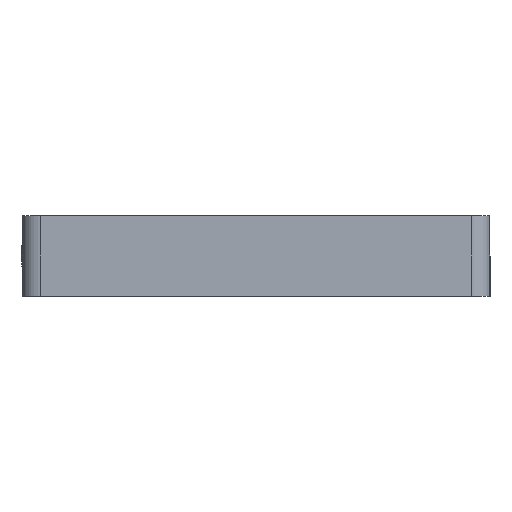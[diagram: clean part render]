
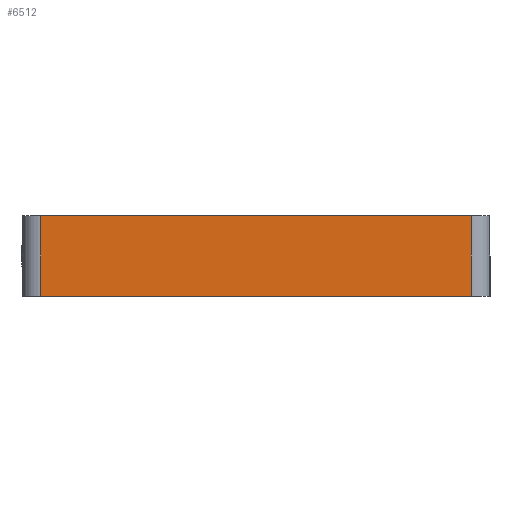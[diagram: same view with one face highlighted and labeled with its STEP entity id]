
A CAD part, left-side view. The second image highlights one B-rep face of the part: STEP entity #6512.
In plain terms, the highlighted planar face has unit normal (-1, 0, 0).
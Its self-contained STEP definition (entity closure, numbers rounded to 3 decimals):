
#175=PLANE('',#6899);
#490=FACE_OUTER_BOUND('',#866,.T.);
#866=EDGE_LOOP('',(#5127,#5128,#5129,#5130));
#1203=LINE('',#8890,#2069);
#1556=LINE('',#9692,#2422);
#1557=LINE('',#9695,#2423);
#1558=LINE('',#9696,#2424);
#2069=VECTOR('',#7231,10.);
#2422=VECTOR('',#7810,10.);
#2423=VECTOR('',#7813,10.);
#2424=VECTOR('',#7814,10.);
#3020=VERTEX_POINT('',#8887);
#3021=VERTEX_POINT('',#8889);
#3357=VERTEX_POINT('',#9690);
#3358=VERTEX_POINT('',#9694);
#3650=EDGE_CURVE('',#3020,#3021,#1203,.T.);
#4051=EDGE_CURVE('',#3020,#3357,#1556,.T.);
#4052=EDGE_CURVE('',#3358,#3357,#1557,.T.);
#4053=EDGE_CURVE('',#3021,#3358,#1558,.T.);
#5127=ORIENTED_EDGE('',*,*,#4051,.T.);
#5128=ORIENTED_EDGE('',*,*,#4052,.F.);
#5129=ORIENTED_EDGE('',*,*,#4053,.F.);
#5130=ORIENTED_EDGE('',*,*,#3650,.F.);
#6512=ADVANCED_FACE('',(#490),#175,.T.);
#6899=AXIS2_PLACEMENT_3D('',#9693,#7811,#7812);
#7231=DIRECTION('',(0.,1.,0.));
#7810=DIRECTION('',(0.,0.,1.));
#7811=DIRECTION('center_axis',(-1.,0.,0.));
#7812=DIRECTION('ref_axis',(0.,-1.,0.));
#7813=DIRECTION('',(0.,-1.,0.));
#7814=DIRECTION('',(0.,0.,1.));
#8887=CARTESIAN_POINT('',(-2.,2.,-7.));
#8889=CARTESIAN_POINT('',(-2.,93.,-7.));
#8890=CARTESIAN_POINT('',(-2.,2.,-7.));
#9690=CARTESIAN_POINT('',(-2.,2.,10.));
#9692=CARTESIAN_POINT('',(-2.,2.,0.));
#9693=CARTESIAN_POINT('Origin',(-2.,93.,0.));
#9694=CARTESIAN_POINT('',(-2.,93.,10.));
#9695=CARTESIAN_POINT('',(-2.,2.,10.));
#9696=CARTESIAN_POINT('',(-2.,93.,0.));
